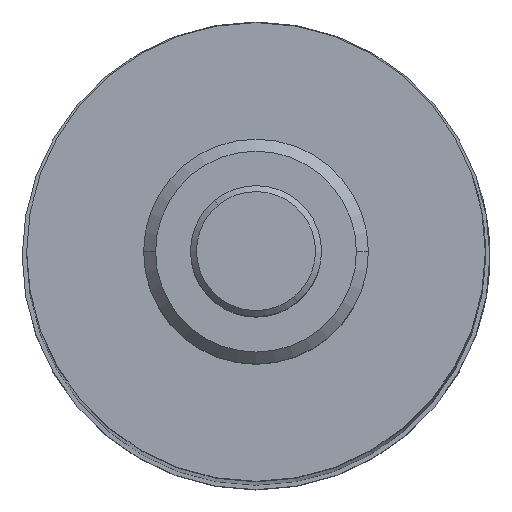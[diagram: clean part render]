
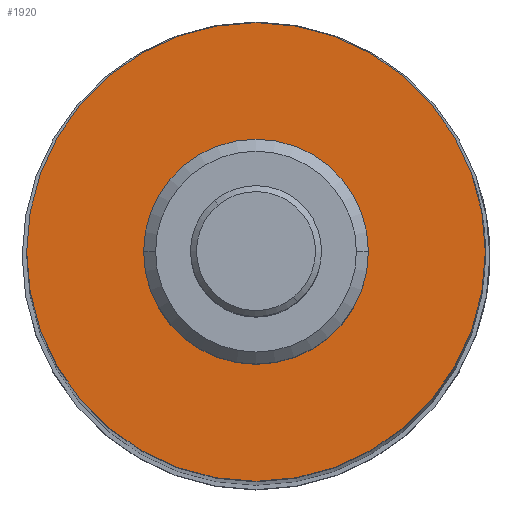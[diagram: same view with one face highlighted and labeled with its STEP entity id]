
A CAD part, top view. The second image highlights one B-rep face of the part: STEP entity #1920.
In plain terms, the highlighted planar face has unit normal (0, 0, 1).
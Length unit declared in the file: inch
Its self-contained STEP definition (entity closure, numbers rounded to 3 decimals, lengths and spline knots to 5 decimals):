
#61 = CARTESIAN_POINT ( 'NONE',  ( 0.765, 0., -0.88 ) ) ;
#105 = ORIENTED_EDGE ( 'NONE', *, *, #350, .T. ) ;
#108 = DIRECTION ( 'NONE',  ( 1., 0., 0. ) ) ;
#114 = ORIENTED_EDGE ( 'NONE', *, *, #887, .T. ) ;
#228 = VERTEX_POINT ( 'NONE', #1765 ) ;
#317 = CARTESIAN_POINT ( 'NONE',  ( 0., 0.373, -0.88 ) ) ;
#327 = VERTEX_POINT ( 'NONE', #1400 ) ;
#350 = EDGE_CURVE ( 'NONE', #327, #2301, #2115, .T. ) ;
#373 = DIRECTION ( 'NONE',  ( 0., 0., 1. ) ) ;
#378 = FACE_OUTER_BOUND ( 'NONE', #1096, .T. ) ;
#455 = CARTESIAN_POINT ( 'NONE',  ( -0.373, 0., -0.88 ) ) ;
#534 = AXIS2_PLACEMENT_3D ( 'NONE', #2536, #1330, #108 ) ;
#730 = DIRECTION ( 'NONE',  ( -1., 0., 0. ) ) ;
#800 = CARTESIAN_POINT ( 'NONE',  ( 0., 0., -0.88 ) ) ;
#887 = EDGE_CURVE ( 'NONE', #2301, #327, #2393, .T. ) ;
#917 = AXIS2_PLACEMENT_3D ( 'NONE', #979, #2404, #1196 ) ;
#979 = CARTESIAN_POINT ( 'NONE',  ( 0., 0., -0.88 ) ) ;
#996 = DIRECTION ( 'NONE',  ( 1., 0., 0. ) ) ;
#1096 = EDGE_LOOP ( 'NONE', ( #114, #105 ) ) ;
#1139 = EDGE_CURVE ( 'NONE', #2279, #228, #1156, .T. ) ;
#1156 = CIRCLE ( 'NONE', #917, 0.373 ) ;
#1196 = DIRECTION ( 'NONE',  ( 1., 0., 0. ) ) ;
#1330 = DIRECTION ( 'NONE',  ( 0., 0., 1. ) ) ;
#1400 = CARTESIAN_POINT ( 'NONE',  ( -0.765, 0., -0.88 ) ) ;
#1472 = FACE_BOUND ( 'NONE', #1633, .T. ) ;
#1597 = CARTESIAN_POINT ( 'NONE',  ( 0., 0., -0.88 ) ) ;
#1633 = EDGE_LOOP ( 'NONE', ( #2225, #1748 ) ) ;
#1748 = ORIENTED_EDGE ( 'NONE', *, *, #1139, .F. ) ;
#1765 = CARTESIAN_POINT ( 'NONE',  ( 0.373, 0., -0.88 ) ) ;
#1813 = DIRECTION ( 'NONE',  ( 1., 0., 0. ) ) ;
#1920 = ADVANCED_FACE ( 'NONE', ( #1472, #378 ), #2548, .F. ) ;
#1947 = DIRECTION ( 'NONE',  ( 0., 0., -1. ) ) ;
#2115 = CIRCLE ( 'NONE', #2354, 0.765 ) ;
#2212 = DIRECTION ( 'NONE',  ( 0., 0., 1. ) ) ;
#2225 = ORIENTED_EDGE ( 'NONE', *, *, #2578, .F. ) ;
#2236 = AXIS2_PLACEMENT_3D ( 'NONE', #1597, #373, #1813 ) ;
#2279 = VERTEX_POINT ( 'NONE', #455 ) ;
#2301 = VERTEX_POINT ( 'NONE', #61 ) ;
#2352 = CIRCLE ( 'NONE', #534, 0.373 ) ;
#2354 = AXIS2_PLACEMENT_3D ( 'NONE', #800, #2212, #996 ) ;
#2393 = CIRCLE ( 'NONE', #2236, 0.765 ) ;
#2404 = DIRECTION ( 'NONE',  ( 0., 0., 1. ) ) ;
#2479 = AXIS2_PLACEMENT_3D ( 'NONE', #317, #1947, #730 ) ;
#2536 = CARTESIAN_POINT ( 'NONE',  ( 0., 0., -0.88 ) ) ;
#2548 = PLANE ( 'NONE',  #2479 ) ;
#2578 = EDGE_CURVE ( 'NONE', #228, #2279, #2352, .T. ) ;
